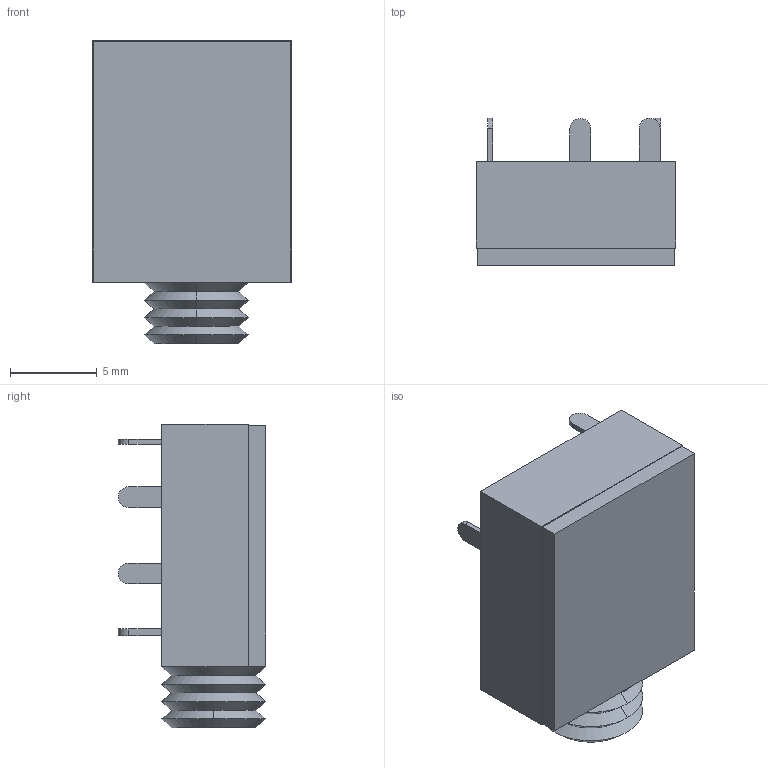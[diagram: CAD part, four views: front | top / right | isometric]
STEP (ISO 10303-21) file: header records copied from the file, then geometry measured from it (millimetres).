
FILE_DESCRIPTION (( 'STEP AP214' ), '1' );
FILE_NAME ('35RAPC3BH3.STEP', '2014-07-02T19:33:42', ( '' ), ( '' ), 'SwSTEP 2.0', 'SolidWorks 2014', '' );
FILE_SCHEMA (( 'AUTOMOTIVE_DESIGN' ));
Length unit declared in the file: millimetre
Products named in the file (1): 35RAPC3BH3
Bounding box: 11.5 x 8.5 x 17.5 mm (x, y, z)
Volume: 1012.9 mm3; surface area: 782.8 mm2
Topology: 1 solids, 1 shells, 51 faces, 117 edges, 74 vertices
Faces by surface type: plane 31, cone 14, cylinder 6
Entity records: 1463 total; most frequent: DIRECTION 255, CARTESIAN_POINT 243, ORIENTED_EDGE 234, EDGE_CURVE 117, AXIS2_PLACEMENT_3D 86, LINE 83, VECTOR 83, VERTEX_POINT 74
